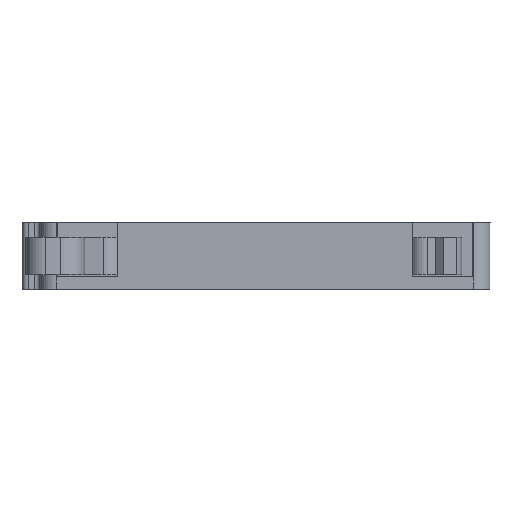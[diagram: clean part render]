
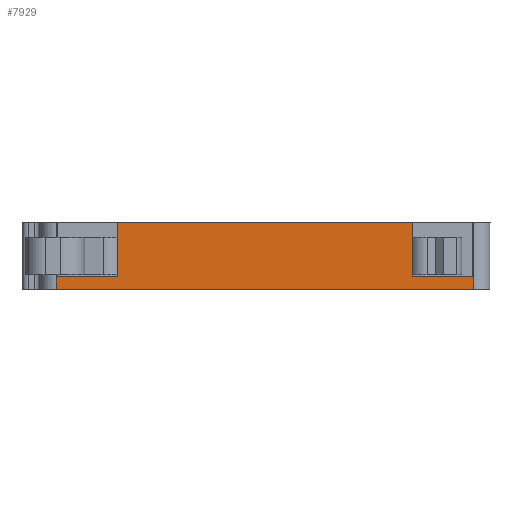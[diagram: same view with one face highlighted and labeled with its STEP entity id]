
A CAD part, front view. The second image highlights one B-rep face of the part: STEP entity #7929.
In plain terms, the highlighted planar face has unit normal (0, -1, 0).
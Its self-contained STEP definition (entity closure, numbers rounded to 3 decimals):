
#90 = CARTESIAN_POINT ( 'NONE',  ( 6.27, -15.527, 0.518 ) ) ;
#195 = VECTOR ( 'NONE', #2911, 1000. ) ;
#243 = VECTOR ( 'NONE', #3231, 1000. ) ;
#278 = VERTEX_POINT ( 'NONE', #2242 ) ;
#293 = ORIENTED_EDGE ( 'NONE', *, *, #4540, .F. ) ;
#375 = EDGE_LOOP ( 'NONE', ( #507, #7077, #293, #6905, #5386, #3800, #3140, #3046 ) ) ;
#507 = ORIENTED_EDGE ( 'NONE', *, *, #5928, .T. ) ;
#632 = VERTEX_POINT ( 'NONE', #7628 ) ;
#702 = EDGE_CURVE ( 'NONE', #7574, #632, #4266, .T. ) ;
#786 = EDGE_CURVE ( 'NONE', #4754, #5363, #3870, .T. ) ;
#843 = LINE ( 'NONE', #3969, #1066 ) ;
#1066 = VECTOR ( 'NONE', #3899, 1000. ) ;
#1979 = LINE ( 'NONE', #4224, #6969 ) ;
#2030 = DIRECTION ( 'NONE',  ( 0., 0., 1. ) ) ;
#2160 = EDGE_CURVE ( 'NONE', #7892, #632, #5526, .T. ) ;
#2242 = CARTESIAN_POINT ( 'NONE',  ( -27.034, -15.527, -0.632 ) ) ;
#2417 = CARTESIAN_POINT ( 'NONE',  ( 6.27, -15.527, 0.518 ) ) ;
#2464 = VECTOR ( 'NONE', #2030, 1000. ) ;
#2626 = LINE ( 'NONE', #6529, #6073 ) ;
#2780 = CARTESIAN_POINT ( 'NONE',  ( 6.27, -15.527, 0.518 ) ) ;
#2790 = VERTEX_POINT ( 'NONE', #5877 ) ;
#2911 = DIRECTION ( 'NONE',  ( 1., 0., 0. ) ) ;
#3046 = ORIENTED_EDGE ( 'NONE', *, *, #2160, .F. ) ;
#3137 = LINE ( 'NONE', #5410, #7956 ) ;
#3140 = ORIENTED_EDGE ( 'NONE', *, *, #702, .T. ) ;
#3151 = FACE_OUTER_BOUND ( 'NONE', #375, .T. ) ;
#3169 = CARTESIAN_POINT ( 'NONE',  ( 6.27, -15.527, 5.568 ) ) ;
#3231 = DIRECTION ( 'NONE',  ( 1., 0., 0. ) ) ;
#3800 = ORIENTED_EDGE ( 'NONE', *, *, #7091, .T. ) ;
#3870 = LINE ( 'NONE', #4108, #243 ) ;
#3899 = DIRECTION ( 'NONE',  ( 1., 0., 0. ) ) ;
#3969 = CARTESIAN_POINT ( 'NONE',  ( -34.808, -15.527, -0.632 ) ) ;
#4014 = AXIS2_PLACEMENT_3D ( 'NONE', #7649, #6999, #6545 ) ;
#4016 = CARTESIAN_POINT ( 'NONE',  ( 11.966, -15.527, -0.632 ) ) ;
#4108 = CARTESIAN_POINT ( 'NONE',  ( 0., -15.527, 5.568 ) ) ;
#4193 = CARTESIAN_POINT ( 'NONE',  ( -21.339, -15.527, 5.568 ) ) ;
#4224 = CARTESIAN_POINT ( 'NONE',  ( -27.034, -15.527, -55.411 ) ) ;
#4266 = LINE ( 'NONE', #6541, #4465 ) ;
#4277 = DIRECTION ( 'NONE',  ( 0., 0., -1. ) ) ;
#4465 = VECTOR ( 'NONE', #6923, 1000. ) ;
#4540 = EDGE_CURVE ( 'NONE', #2790, #4754, #2626, .T. ) ;
#4754 = VERTEX_POINT ( 'NONE', #4193 ) ;
#5291 = EDGE_CURVE ( 'NONE', #7486, #2790, #3137, .T. ) ;
#5352 = DIRECTION ( 'NONE',  ( 1., 0., 0. ) ) ;
#5363 = VERTEX_POINT ( 'NONE', #3169 ) ;
#5386 = ORIENTED_EDGE ( 'NONE', *, *, #7572, .T. ) ;
#5410 = CARTESIAN_POINT ( 'NONE',  ( -27.034, -15.527, 0.518 ) ) ;
#5526 = LINE ( 'NONE', #2417, #195 ) ;
#5877 = CARTESIAN_POINT ( 'NONE',  ( -21.339, -15.527, 0.518 ) ) ;
#5918 = LINE ( 'NONE', #2780, #2464 ) ;
#5928 = EDGE_CURVE ( 'NONE', #7892, #5363, #5918, .T. ) ;
#6073 = VECTOR ( 'NONE', #6503, 1000. ) ;
#6503 = DIRECTION ( 'NONE',  ( 0., 0., 1. ) ) ;
#6529 = CARTESIAN_POINT ( 'NONE',  ( -21.339, -15.527, 0.518 ) ) ;
#6541 = CARTESIAN_POINT ( 'NONE',  ( 11.966, -15.527, -55.411 ) ) ;
#6545 = DIRECTION ( 'NONE',  ( 0., 0., 1. ) ) ;
#6621 = CARTESIAN_POINT ( 'NONE',  ( -27.034, -15.527, 0.518 ) ) ;
#6905 = ORIENTED_EDGE ( 'NONE', *, *, #5291, .F. ) ;
#6923 = DIRECTION ( 'NONE',  ( 0., 0., 1. ) ) ;
#6969 = VECTOR ( 'NONE', #4277, 1000. ) ;
#6999 = DIRECTION ( 'NONE',  ( 0., 1., 0. ) ) ;
#7051 = PLANE ( 'NONE',  #4014 ) ;
#7077 = ORIENTED_EDGE ( 'NONE', *, *, #786, .F. ) ;
#7091 = EDGE_CURVE ( 'NONE', #278, #7574, #843, .T. ) ;
#7486 = VERTEX_POINT ( 'NONE', #6621 ) ;
#7572 = EDGE_CURVE ( 'NONE', #7486, #278, #1979, .T. ) ;
#7574 = VERTEX_POINT ( 'NONE', #4016 ) ;
#7628 = CARTESIAN_POINT ( 'NONE',  ( 11.966, -15.527, 0.518 ) ) ;
#7649 = CARTESIAN_POINT ( 'NONE',  ( -34.808, -15.527, -55.411 ) ) ;
#7892 = VERTEX_POINT ( 'NONE', #90 ) ;
#7929 = ADVANCED_FACE ( 'NONE', ( #3151 ), #7051, .F. ) ;
#7956 = VECTOR ( 'NONE', #5352, 1000. ) ;
